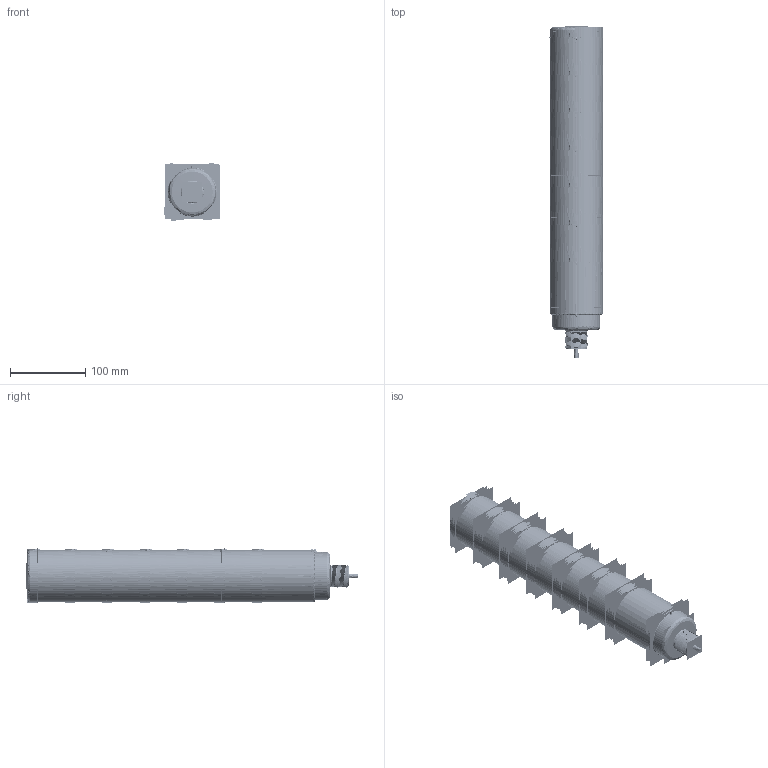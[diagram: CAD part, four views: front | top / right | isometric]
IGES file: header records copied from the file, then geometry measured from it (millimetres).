
Start section:  PTC IGES file: 194490.igs
Global section: file name: 194490.igs; native system: Creo Parametric by Parametric Technology Corporation; preprocessor: 2013230; author: PDMAdmin; organization: Unknown; date: 20160404.132256; units: millimetre
Bounding box: 75.65 x 440.8 x 77.3 mm (x, y, z)
Volume: 395431.6 mm3; surface area: 2270648.9 mm2
Topology: 17 solids, 24 shells, 9176 faces, 44898 edges, 55944 vertices
Faces by surface type: revolution 4622, bspline 4554
